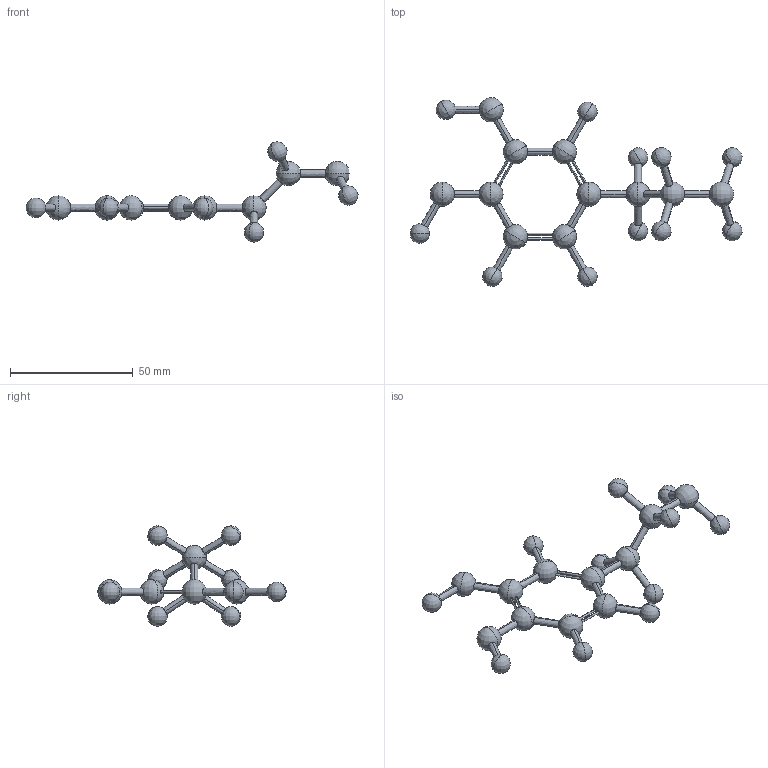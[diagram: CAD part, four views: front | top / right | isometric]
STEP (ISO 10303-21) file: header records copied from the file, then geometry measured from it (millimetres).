
FILE_DESCRIPTION(/* description */ (''),/* implementation_level */ '2;1');
FILE_NAME(/* name */ 'Dopamine Molecule - Single',/* time_stamp */ '2013-12-18T18:15:02+00:00',/* author */ (''),/* organization */ (''),/* preprocessor_version */ 'ST-DEVELOPER v10',/* originating_system */ '',/* authorisation */ '');
FILE_SCHEMA (('AUTOMOTIVE_DESIGN_CC2'));
Length unit declared in the file: millimetre
Products named in the file (1): 1
Bounding box: 135.42 x 76.97 x 40.92 mm (x, y, z)
Volume: 10090.7 mm3; surface area: 7968.7 mm2
Topology: 47 solids, 47 shells, 144 faces, 282 edges, 144 vertices
Faces by surface type: bspline 144
Entity records: 5495 total; most frequent: CARTESIAN_POINT 3815, ORIENTED_EDGE 388, EDGE_CURVE 194, ADVANCED_FACE 144, FACE_OUTER_BOUND 144, EDGE_LOOP 144, VERTEX_POINT 144, COLOUR_RGB 47
